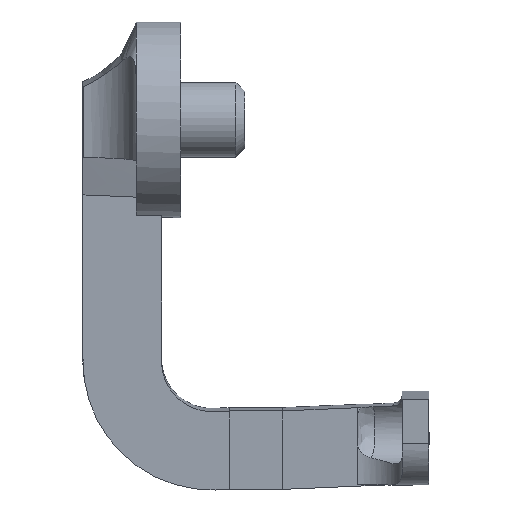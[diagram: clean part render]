
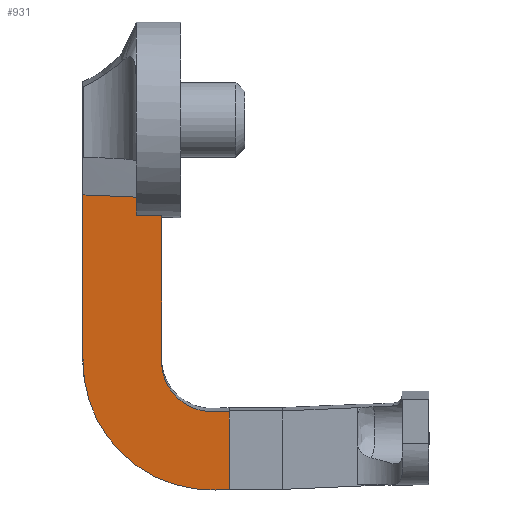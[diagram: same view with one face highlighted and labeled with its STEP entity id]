
A CAD part, top view. The second image highlights one B-rep face of the part: STEP entity #931.
In plain terms, the highlighted planar face has unit normal (0.004, -0.069, 0.998).
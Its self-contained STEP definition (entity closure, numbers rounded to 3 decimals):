
#69=(
BOUNDED_CURVE()
B_SPLINE_CURVE(2,(#1355,#1356,#1357),.UNSPECIFIED.,.F.,.F.)
B_SPLINE_CURVE_WITH_KNOTS((3,3),(0.217,0.5),
 .UNSPECIFIED.)
CURVE()
GEOMETRIC_REPRESENTATION_ITEM()
RATIONAL_B_SPLINE_CURVE((1.,1.,1.))
REPRESENTATION_ITEM('')
);
#76=PLANE('',#1001);
#120=FACE_OUTER_BOUND('',#173,.T.);
#173=EDGE_LOOP('',(#662,#663,#664,#665,#666,#667,#668,#669,#670,#671));
#233=LINE('',#1340,#308);
#238=LINE('',#1349,#313);
#239=LINE('',#1353,#314);
#240=LINE('',#1359,#315);
#241=LINE('',#1361,#316);
#242=LINE('',#1363,#317);
#243=LINE('',#1366,#318);
#308=VECTOR('',#1101,10.);
#313=VECTOR('',#1110,10.);
#314=VECTOR('',#1113,10.);
#315=VECTOR('',#1114,10.);
#316=VECTOR('',#1115,10.);
#317=VECTOR('',#1116,10.);
#318=VECTOR('',#1119,10.);
#377=CIRCLE('',#1002,5.683);
#378=CIRCLE('',#1003,14.519);
#408=VERTEX_POINT('',#1333);
#410=VERTEX_POINT('',#1339);
#412=VERTEX_POINT('',#1348);
#413=VERTEX_POINT('',#1350);
#414=VERTEX_POINT('',#1352);
#415=VERTEX_POINT('',#1354);
#416=VERTEX_POINT('',#1358);
#417=VERTEX_POINT('',#1360);
#418=VERTEX_POINT('',#1362);
#419=VERTEX_POINT('',#1364);
#506=EDGE_CURVE('',#410,#408,#233,.T.);
#511=EDGE_CURVE('',#410,#412,#238,.T.);
#512=EDGE_CURVE('',#412,#413,#377,.T.);
#513=EDGE_CURVE('',#413,#414,#239,.T.);
#514=EDGE_CURVE('',#414,#415,#69,.T.);
#515=EDGE_CURVE('',#415,#416,#240,.T.);
#516=EDGE_CURVE('',#417,#416,#241,.T.);
#517=EDGE_CURVE('',#418,#417,#242,.T.);
#518=EDGE_CURVE('',#419,#418,#378,.T.);
#519=EDGE_CURVE('',#419,#408,#243,.T.);
#662=ORIENTED_EDGE('',*,*,#506,.F.);
#663=ORIENTED_EDGE('',*,*,#511,.T.);
#664=ORIENTED_EDGE('',*,*,#512,.T.);
#665=ORIENTED_EDGE('',*,*,#513,.T.);
#666=ORIENTED_EDGE('',*,*,#514,.T.);
#667=ORIENTED_EDGE('',*,*,#515,.T.);
#668=ORIENTED_EDGE('',*,*,#516,.F.);
#669=ORIENTED_EDGE('',*,*,#517,.F.);
#670=ORIENTED_EDGE('',*,*,#518,.F.);
#671=ORIENTED_EDGE('',*,*,#519,.T.);
#931=ADVANCED_FACE('',(#120),#76,.T.);
#1001=AXIS2_PLACEMENT_3D('',#1347,#1108,#1109);
#1002=AXIS2_PLACEMENT_3D('',#1351,#1111,#1112);
#1003=AXIS2_PLACEMENT_3D('',#1365,#1117,#1118);
#1101=DIRECTION('',(0.,-0.998,-0.069));
#1108=DIRECTION('center_axis',(0.004,-0.069,
0.998));
#1109=DIRECTION('ref_axis',(0.,0.998,0.069));
#1110=DIRECTION('',(-0.999,-0.043,0.001));
#1111=DIRECTION('center_axis',(-0.004,0.069,
-0.998));
#1112=DIRECTION('ref_axis',(0.062,-0.996,-0.069));
#1113=DIRECTION('',(0.,0.998,0.069));
#1114=DIRECTION('',(0.,0.998,0.069));
#1115=DIRECTION('',(0.999,-0.042,-0.007));
#1116=DIRECTION('',(0.,0.998,0.069));
#1117=DIRECTION('center_axis',(-0.004,0.069,
-0.998));
#1118=DIRECTION('ref_axis',(0.024,-0.997,-0.069));
#1119=DIRECTION('',(0.999,0.043,-0.001));
#1333=CARTESIAN_POINT('',(-45.402,-31.125,82.308));
#1339=CARTESIAN_POINT('',(-45.402,-22.303,82.918));
#1340=CARTESIAN_POINT('',(-45.402,-17.776,83.232));
#1347=CARTESIAN_POINT('Origin',(-31.95,-30.547,82.293));
#1348=CARTESIAN_POINT('',(-46.987,-22.371,82.92));
#1349=CARTESIAN_POINT('',(-31.95,-21.725,82.904));
#1350=CARTESIAN_POINT('',(-53.02,-16.823,83.329));
#1351=CARTESIAN_POINT('Origin',(-47.338,-16.713,83.313));
#1352=CARTESIAN_POINT('',(-53.02,-0.34,84.47));
#1353=CARTESIAN_POINT('',(-53.02,-16.823,83.329));
#1354=CARTESIAN_POINT('',(-55.85,-0.337,84.481));
#1355=CARTESIAN_POINT('Ctrl Pts',(-53.02,-0.34,
84.47));
#1356=CARTESIAN_POINT('Ctrl Pts',(-54.435,-0.338,
84.475));
#1357=CARTESIAN_POINT('Ctrl Pts',(-55.85,-0.337,
84.481));
#1358=CARTESIAN_POINT('',(-55.85,1.745,84.625));
#1359=CARTESIAN_POINT('',(-55.85,-10.152,83.802));
#1360=CARTESIAN_POINT('',(-61.855,2.,84.667));
#1361=CARTESIAN_POINT('',(-51.864,1.576,84.597));
#1362=CARTESIAN_POINT('',(-61.855,-16.448,83.391));
#1363=CARTESIAN_POINT('',(-61.855,-16.448,83.391));
#1364=CARTESIAN_POINT('',(-46.987,-31.193,82.31));
#1365=CARTESIAN_POINT('Origin',(-47.338,-16.713,83.313));
#1366=CARTESIAN_POINT('',(-31.95,-30.547,82.293));
